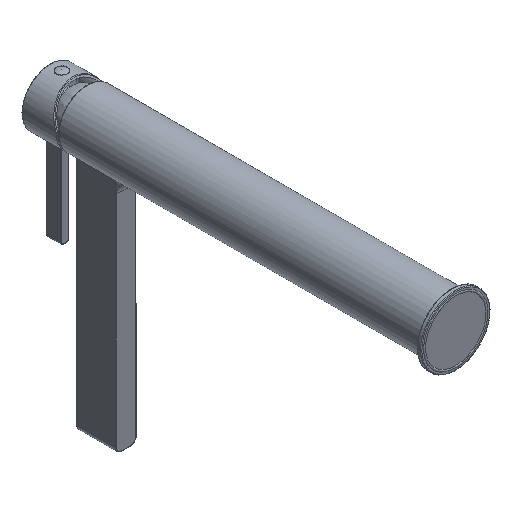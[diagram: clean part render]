
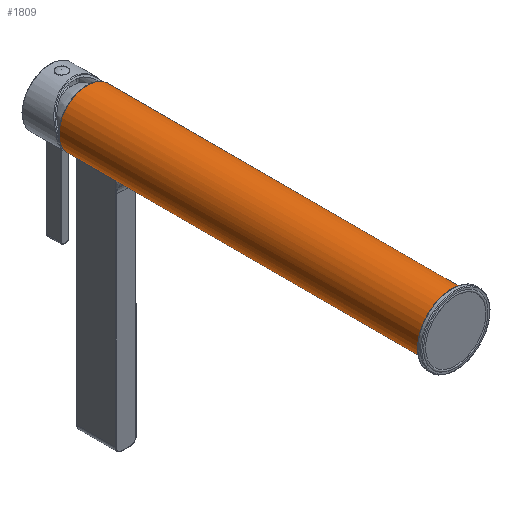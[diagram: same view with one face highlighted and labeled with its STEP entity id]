
A CAD part, isometric view. The second image highlights one B-rep face of the part: STEP entity #1809.
In plain terms, the highlighted cylindrical face has radius 20.5 mm (diameter 41 mm), a full revolution.
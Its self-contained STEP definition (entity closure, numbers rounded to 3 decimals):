
#35=B_SPLINE_CURVE_WITH_KNOTS('',3,(#2906,#2907,#2908,#2909,#2910,#2911,
#2912,#2913,#2914,#2915,#2916,#2917,#2918,#2919,#2920,#2921),
 .UNSPECIFIED.,.F.,.F.,(4,3,3,3,3,4),(0.,0.203,0.474,
0.737,0.928,1.),.UNSPECIFIED.);
#36=B_SPLINE_CURVE_WITH_KNOTS('',3,(#2924,#2925,#2926,#2927,#2928,#2929,
#2930,#2931,#2932,#2933,#2934,#2935,#2936,#2937,#2938,#2939,#2940,#2941,
#2942),.UNSPECIFIED.,.F.,.F.,(4,3,3,3,3,3,4),(0.,0.134,0.282,
0.466,0.656,0.889,1.),.UNSPECIFIED.);
#76=LINE('',#2896,#161);
#77=LINE('',#2904,#162);
#161=VECTOR('',#2288,27.5);
#162=VECTOR('',#2299,27.5);
#237=CYLINDRICAL_SURFACE('',#1967,20.5);
#319=FACE_BOUND('',#482,.T.);
#352=FACE_OUTER_BOUND('',#481,.T.);
#481=EDGE_LOOP('',(#1211,#1212,#1213,#1214,#1215,#1216));
#482=EDGE_LOOP('',(#1217));
#606=CIRCLE('',#1939,20.5);
#621=CIRCLE('',#1966,20.5);
#622=CIRCLE('',#1968,20.5);
#738=VERTEX_POINT('',#2838);
#740=VERTEX_POINT('',#2843);
#755=VERTEX_POINT('',#2895);
#756=VERTEX_POINT('',#2900);
#757=VERTEX_POINT('',#2903);
#758=VERTEX_POINT('',#2905);
#759=VERTEX_POINT('',#2922);
#894=EDGE_CURVE('',#740,#738,#606,.T.);
#920=EDGE_CURVE('',#738,#755,#76,.T.);
#922=EDGE_CURVE('',#756,#756,#621,.T.);
#923=EDGE_CURVE('',#757,#740,#77,.T.);
#924=EDGE_CURVE('',#758,#757,#35,.T.);
#925=EDGE_CURVE('',#759,#758,#622,.T.);
#926=EDGE_CURVE('',#755,#759,#36,.T.);
#1211=ORIENTED_EDGE('',*,*,#894,.F.);
#1212=ORIENTED_EDGE('',*,*,#923,.F.);
#1213=ORIENTED_EDGE('',*,*,#924,.F.);
#1214=ORIENTED_EDGE('',*,*,#925,.F.);
#1215=ORIENTED_EDGE('',*,*,#926,.F.);
#1216=ORIENTED_EDGE('',*,*,#920,.F.);
#1217=ORIENTED_EDGE('',*,*,#922,.F.);
#1809=ADVANCED_FACE('',(#352,#319),#237,.T.);
#1939=AXIS2_PLACEMENT_3D('',#2845,#2228,#2229);
#1966=AXIS2_PLACEMENT_3D('',#2901,#2295,#2296);
#1967=AXIS2_PLACEMENT_3D('',#2902,#2297,#2298);
#1968=AXIS2_PLACEMENT_3D('',#2923,#2300,#2301);
#2228=DIRECTION('center_axis',(0.,1.,0.));
#2229=DIRECTION('ref_axis',(0.,0.,1.));
#2288=DIRECTION('',(0.,-1.,0.));
#2295=DIRECTION('center_axis',(0.,-1.,0.));
#2296=DIRECTION('ref_axis',(1.,0.,0.));
#2297=DIRECTION('center_axis',(0.,1.,0.));
#2298=DIRECTION('ref_axis',(1.,0.,0.));
#2299=DIRECTION('',(0.,1.,0.));
#2300=DIRECTION('center_axis',(0.,1.,0.));
#2301=DIRECTION('ref_axis',(0.,0.,-1.));
#2838=CARTESIAN_POINT('',(9.84,263.,-17.984));
#2843=CARTESIAN_POINT('',(-9.84,263.,-17.984));
#2845=CARTESIAN_POINT('Origin',(0.,263.,0.));
#2895=CARTESIAN_POINT('',(9.84,235.5,-17.984));
#2896=CARTESIAN_POINT('',(9.84,0.,-17.984));
#2900=CARTESIAN_POINT('',(-20.5,0.5,0.));
#2901=CARTESIAN_POINT('Origin',(0.,0.5,0.));
#2902=CARTESIAN_POINT('Origin',(0.,0.,0.));
#2903=CARTESIAN_POINT('',(-9.84,235.5,-17.984));
#2904=CARTESIAN_POINT('',(-9.84,0.,-17.984));
#2905=CARTESIAN_POINT('',(-4.705,225.,-19.953));
#2906=CARTESIAN_POINT('Ctrl Pts',(-4.705,225.,-19.953));
#2907=CARTESIAN_POINT('Ctrl Pts',(-5.487,225.,-19.768));
#2908=CARTESIAN_POINT('Ctrl Pts',(-6.186,225.025,-19.555));
#2909=CARTESIAN_POINT('Ctrl Pts',(-6.797,225.306,-19.34));
#2910=CARTESIAN_POINT('Ctrl Pts',(-7.609,225.68,-19.055));
#2911=CARTESIAN_POINT('Ctrl Pts',(-8.267,226.508,-18.767));
#2912=CARTESIAN_POINT('Ctrl Pts',(-8.747,227.694,-18.54));
#2913=CARTESIAN_POINT('Ctrl Pts',(-9.214,228.847,-18.32));
#2914=CARTESIAN_POINT('Ctrl Pts',(-9.512,230.308,-18.16));
#2915=CARTESIAN_POINT('Ctrl Pts',(-9.67,231.719,-18.076));
#2916=CARTESIAN_POINT('Ctrl Pts',(-9.785,232.742,-18.015));
#2917=CARTESIAN_POINT('Ctrl Pts',(-9.825,233.733,-17.992));
#2918=CARTESIAN_POINT('Ctrl Pts',(-9.836,234.586,-17.986));
#2919=CARTESIAN_POINT('Ctrl Pts',(-9.84,234.909,-17.984));
#2920=CARTESIAN_POINT('Ctrl Pts',(-9.84,235.215,-17.984));
#2921=CARTESIAN_POINT('Ctrl Pts',(-9.84,235.5,-17.984));
#2922=CARTESIAN_POINT('',(4.705,225.,-19.953));
#2923=CARTESIAN_POINT('Origin',(0.,225.,0.));
#2924=CARTESIAN_POINT('Ctrl Pts',(9.84,235.5,-17.984));
#2925=CARTESIAN_POINT('Ctrl Pts',(9.84,234.972,-17.984));
#2926=CARTESIAN_POINT('Ctrl Pts',(9.838,234.372,-17.985));
#2927=CARTESIAN_POINT('Ctrl Pts',(9.814,233.716,-17.998));
#2928=CARTESIAN_POINT('Ctrl Pts',(9.788,232.987,-18.012));
#2929=CARTESIAN_POINT('Ctrl Pts',(9.733,232.222,-18.043));
#2930=CARTESIAN_POINT('Ctrl Pts',(9.632,231.41,-18.096));
#2931=CARTESIAN_POINT('Ctrl Pts',(9.506,230.403,-18.163));
#2932=CARTESIAN_POINT('Ctrl Pts',(9.315,229.425,-18.264));
#2933=CARTESIAN_POINT('Ctrl Pts',(9.037,228.521,-18.401));
#2934=CARTESIAN_POINT('Ctrl Pts',(8.752,227.593,-18.541));
#2935=CARTESIAN_POINT('Ctrl Pts',(8.386,226.82,-18.713));
#2936=CARTESIAN_POINT('Ctrl Pts',(7.933,226.237,-18.903));
#2937=CARTESIAN_POINT('Ctrl Pts',(7.376,225.52,-19.137));
#2938=CARTESIAN_POINT('Ctrl Pts',(6.707,225.17,-19.389));
#2939=CARTESIAN_POINT('Ctrl Pts',(5.913,225.057,-19.629));
#2940=CARTESIAN_POINT('Ctrl Pts',(5.533,225.002,-19.743));
#2941=CARTESIAN_POINT('Ctrl Pts',(5.133,225.,-19.852));
#2942=CARTESIAN_POINT('Ctrl Pts',(4.705,225.,-19.953));
